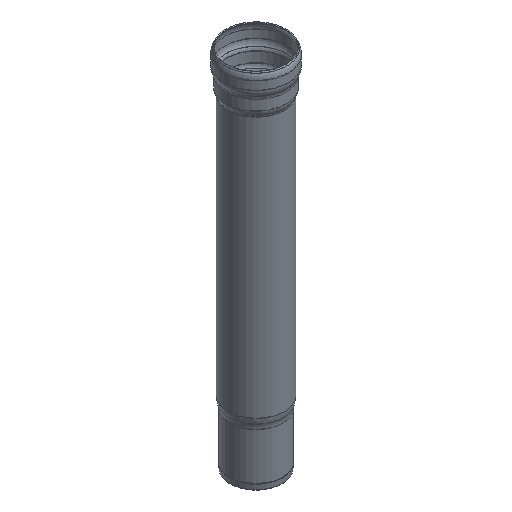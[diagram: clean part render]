
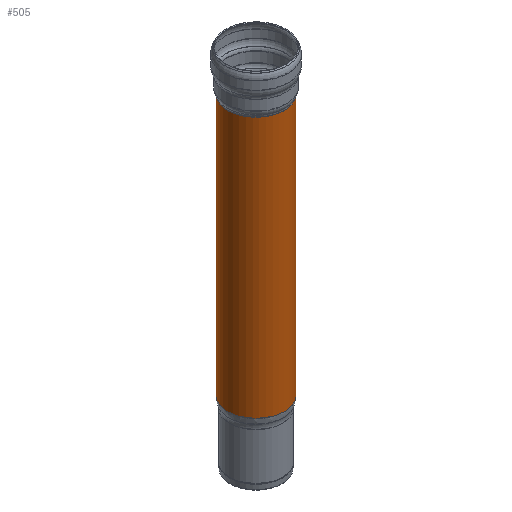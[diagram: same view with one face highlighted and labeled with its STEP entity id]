
A CAD part, isometric view. The second image highlights one B-rep face of the part: STEP entity #505.
In plain terms, the highlighted cylindrical face has radius 508 mm (diameter 1016 mm), a full revolution.
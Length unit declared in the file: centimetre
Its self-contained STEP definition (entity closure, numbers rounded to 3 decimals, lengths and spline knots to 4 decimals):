
#24=CYLINDRICAL_SURFACE('',#564,50.8);
#35=LINE('',#899,#49);
#49=VECTOR('',#711,50.8);
#75=FACE_OUTER_BOUND('',#105,.T.);
#105=EDGE_LOOP('',(#378,#379,#380,#381,#382,#383));
#148=CIRCLE('',#562,50.8);
#149=CIRCLE('',#563,50.8);
#150=CIRCLE('',#565,50.8);
#151=CIRCLE('',#566,50.8);
#208=VERTEX_POINT('',#889);
#209=VERTEX_POINT('',#891);
#210=VERTEX_POINT('',#895);
#211=VERTEX_POINT('',#896);
#269=EDGE_CURVE('',#209,#208,#148,.T.);
#270=EDGE_CURVE('',#208,#209,#149,.T.);
#271=EDGE_CURVE('',#210,#211,#150,.T.);
#272=EDGE_CURVE('',#211,#210,#151,.T.);
#273=EDGE_CURVE('',#211,#209,#35,.T.);
#378=ORIENTED_EDGE('',*,*,#271,.F.);
#379=ORIENTED_EDGE('',*,*,#272,.F.);
#380=ORIENTED_EDGE('',*,*,#273,.T.);
#381=ORIENTED_EDGE('',*,*,#269,.T.);
#382=ORIENTED_EDGE('',*,*,#270,.T.);
#383=ORIENTED_EDGE('',*,*,#273,.F.);
#505=ADVANCED_FACE('',(#75),#24,.T.);
#562=AXIS2_PLACEMENT_3D('',#892,#701,#702);
#563=AXIS2_PLACEMENT_3D('',#893,#703,#704);
#564=AXIS2_PLACEMENT_3D('',#894,#705,#706);
#565=AXIS2_PLACEMENT_3D('',#897,#707,#708);
#566=AXIS2_PLACEMENT_3D('',#898,#709,#710);
#701=DIRECTION('center_axis',(0.,0.,-1.));
#702=DIRECTION('ref_axis',(1.,0.,0.));
#703=DIRECTION('center_axis',(0.,0.,-1.));
#704=DIRECTION('ref_axis',(1.,0.,0.));
#705=DIRECTION('center_axis',(0.,0.,-1.));
#706=DIRECTION('ref_axis',(-1.,0.,0.));
#707=DIRECTION('center_axis',(0.,0.,-1.));
#708=DIRECTION('ref_axis',(1.,0.,0.));
#709=DIRECTION('center_axis',(0.,0.,-1.));
#710=DIRECTION('ref_axis',(1.,0.,0.));
#711=DIRECTION('',(0.,0.,1.));
#889=CARTESIAN_POINT('',(68.5612,-123.2411,240.4598));
#891=CARTESIAN_POINT('',(119.3612,-72.4411,240.4598));
#892=CARTESIAN_POINT('Origin',(68.5612,-72.4411,240.4598));
#893=CARTESIAN_POINT('Origin',(68.5612,-72.4411,240.4598));
#894=CARTESIAN_POINT('Origin',(68.5612,-72.4411,4.8928));
#895=CARTESIAN_POINT('',(68.5612,-123.2411,-230.6741));
#896=CARTESIAN_POINT('',(119.3612,-72.4411,-230.6741));
#897=CARTESIAN_POINT('Origin',(68.5612,-72.4411,-230.6741));
#898=CARTESIAN_POINT('Origin',(68.5612,-72.4411,-230.6741));
#899=CARTESIAN_POINT('',(119.3612,-72.4411,4.8928));
